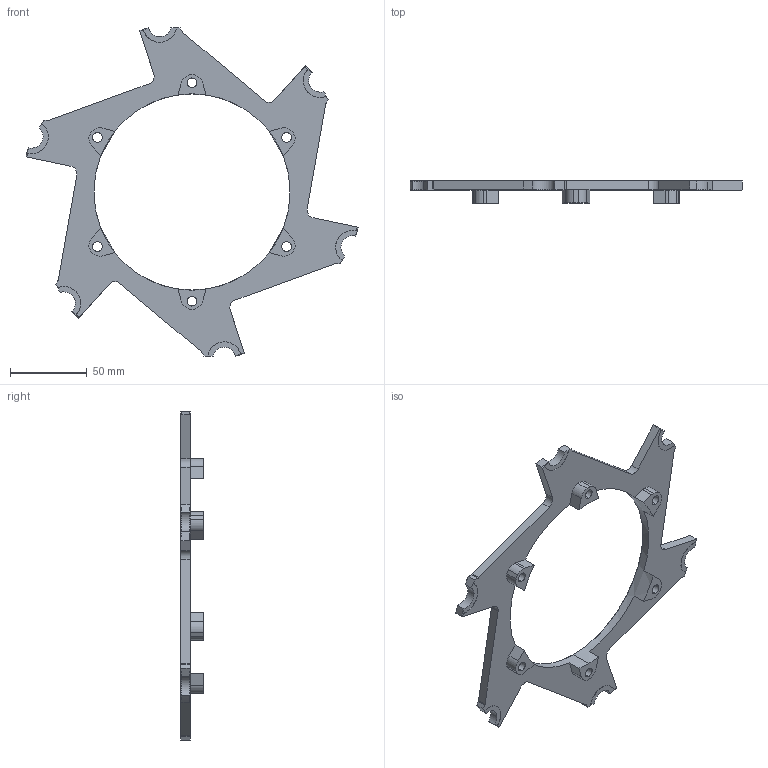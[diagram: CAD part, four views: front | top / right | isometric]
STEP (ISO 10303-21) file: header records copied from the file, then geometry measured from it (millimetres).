
FILE_DESCRIPTION (( 'STEP AP214' ), '1' );
FILE_NAME ('P21003-001.STEP', '2021-03-22T07:13:52', ( '' ), ( '' ), 'SwSTEP 2.0', 'SolidWorks 2020', '' );
FILE_SCHEMA (( 'AUTOMOTIVE_DESIGN' ));
Length unit declared in the file: millimetre
Products named in the file (1): P21003-001
Bounding box: 216.66 x 14.5 x 214.39 mm (x, y, z)
Volume: 82980.6 mm3; surface area: 37157.1 mm2
Topology: 1 solids, 1 shells, 157 faces, 451 edges, 296 vertices
Faces by surface type: cylinder 75, plane 62, cone 20
Entity records: 5281 total; most frequent: DIRECTION 949, CARTESIAN_POINT 941, ORIENTED_EDGE 902, EDGE_CURVE 451, AXIS2_PLACEMENT_3D 352, VERTEX_POINT 296, VECTOR 245, LINE 245
